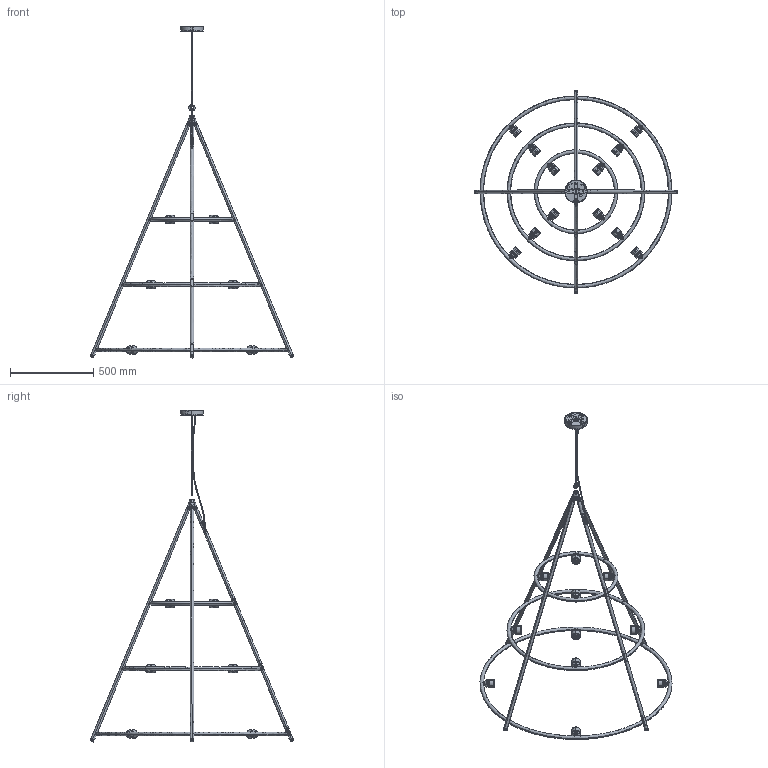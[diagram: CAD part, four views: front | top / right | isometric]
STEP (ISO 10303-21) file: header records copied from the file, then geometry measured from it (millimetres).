
FILE_DESCRIPTION(/* description */ (''),/* implementation_level */ '2;1');
FILE_NAME(/* name */ '108500_--ASSIEME EL PORIS_USA',/* time_stamp */ '2024-03-22T15:06:01+01:00',/* author */ (''),/* organization */ (''),/* preprocessor_version */ 'ST-DEVELOPER v16.5',/* originating_system */ 'Rhino 7.32',/* authorisation */ '');
FILE_SCHEMA (('CONFIG_CONTROL_DESIGN'));
Products named in the file (1): Document
Bounding box: 1225.97 x 1225.97 x 1999.38 mm (x, y, z)
Volume: 1860194.6 mm3; surface area: 2427256.7 mm2
Topology: 130 solids, 134 shells, 2993 faces, 7497 edges, 4820 vertices
Faces by surface type: bspline 2993
Entity records: 213595 total; most frequent: CARTESIAN_POINT 121781, B_SPLINE_CURVE_WITH_KNOTS 16339, ORIENTED_EDGE 14773, PCURVE 14773, DEFINITIONAL_REPRESENTATION 14773, SURFACE_CURVE 7415, EDGE_CURVE 7415, VERTEX_POINT 4796
